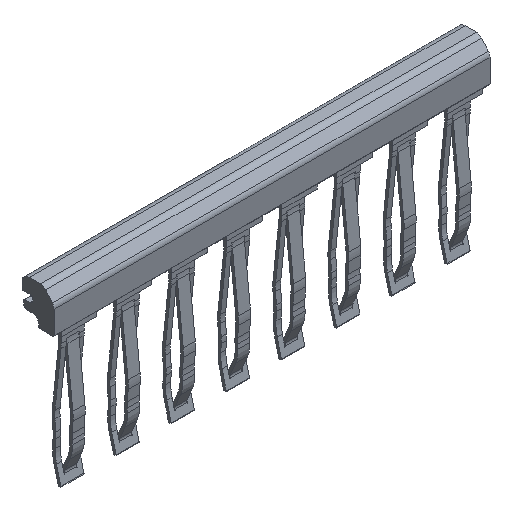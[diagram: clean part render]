
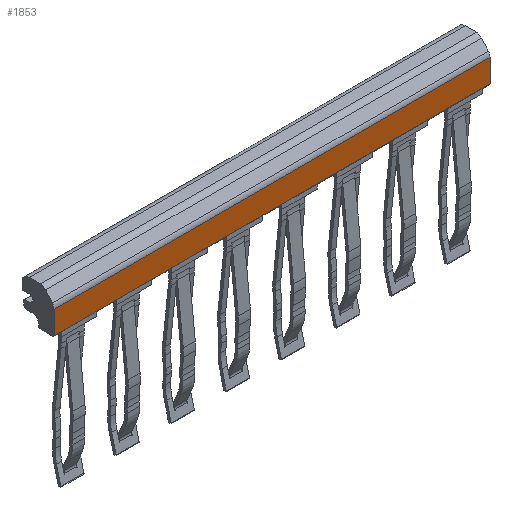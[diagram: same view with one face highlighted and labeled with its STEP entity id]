
A CAD part, isometric view. The second image highlights one B-rep face of the part: STEP entity #1853.
In plain terms, the highlighted planar face has unit normal (0, -1, 0).
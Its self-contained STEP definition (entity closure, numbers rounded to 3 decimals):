
#1853=ADVANCED_FACE('',(#3729),#3730,.T.);
#3729=FACE_OUTER_BOUND('',#5617,.T.);
#3730=PLANE('',#5618);
#5617=EDGE_LOOP('',(#11685,#11686,#11687,#11688));
#5618=AXIS2_PLACEMENT_3D('',#11689,#11690,#11691);
#11685=ORIENTED_EDGE('',*,*,#14347,.T.);
#11686=ORIENTED_EDGE('',*,*,#14348,.F.);
#11687=ORIENTED_EDGE('',*,*,#14349,.T.);
#11688=ORIENTED_EDGE('',*,*,#14148,.T.);
#11689=CARTESIAN_POINT('',(0.0,0.015,17.228));
#11690=DIRECTION('',(0.0,-1.0,0.0));
#11691=DIRECTION('',(0.0,0.0,-1.0));
#14148=EDGE_CURVE('',#17749,#17747,#17750,.T.);
#14347=EDGE_CURVE('',#17747,#18036,#18037,.T.);
#14348=EDGE_CURVE('',#18038,#18036,#18039,.T.);
#14349=EDGE_CURVE('',#18038,#17749,#18040,.T.);
#17747=VERTEX_POINT('',#22721);
#17749=VERTEX_POINT('',#22723);
#17750=LINE('',#22724,#22725);
#18036=VERTEX_POINT('',#23128);
#18037=LINE('',#23129,#23130);
#18038=VERTEX_POINT('',#23131);
#18039=LINE('',#23132,#23133);
#18040=LINE('',#23134,#23135);
#22721=CARTESIAN_POINT('',(49.0,0.015,15.936));
#22723=CARTESIAN_POINT('',(0.0,0.015,15.936));
#22724=CARTESIAN_POINT('',(0.0,0.015,15.936));
#22725=VECTOR('',#25796,1.0);
#23128=CARTESIAN_POINT('',(49.0,0.015,18.52));
#23129=CARTESIAN_POINT('',(49.0,0.015,18.52));
#23130=VECTOR('',#26001,1.0);
#23131=CARTESIAN_POINT('',(0.0,0.015,18.52));
#23132=CARTESIAN_POINT('',(0.0,0.015,18.52));
#23133=VECTOR('',#26002,1.0);
#23134=CARTESIAN_POINT('',(0.0,0.015,18.52));
#23135=VECTOR('',#26003,1.0);
#25796=DIRECTION('',(1.0,0.0,0.0));
#26001=DIRECTION('',(0.0,0.0,1.0));
#26002=DIRECTION('',(1.0,0.0,0.0));
#26003=DIRECTION('',(0.0,0.0,-1.0));
